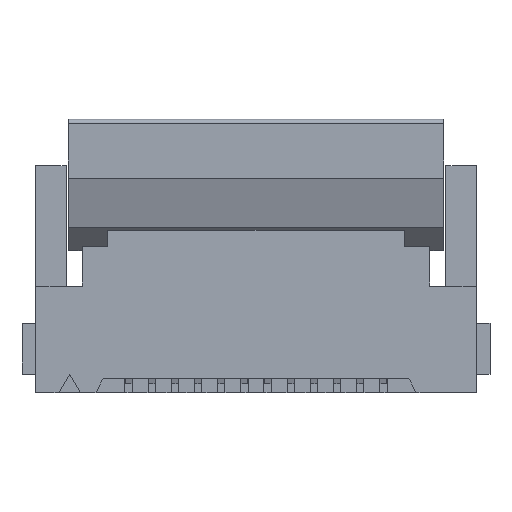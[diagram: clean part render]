
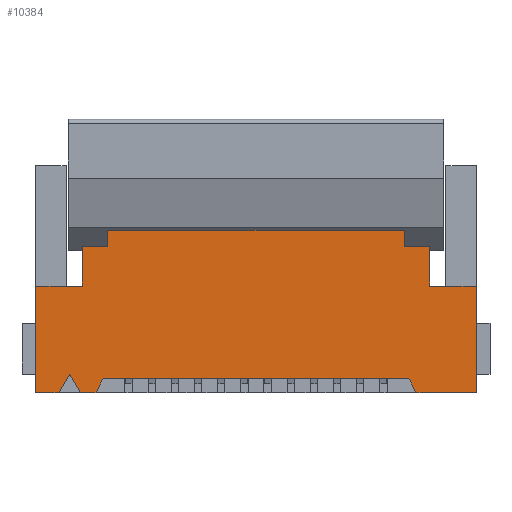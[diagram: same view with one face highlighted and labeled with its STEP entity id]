
A CAD part, top view. The second image highlights one B-rep face of the part: STEP entity #10384.
In plain terms, the highlighted planar face has unit normal (0, 0, 1).
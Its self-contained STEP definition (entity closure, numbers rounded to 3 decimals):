
#359=FACE_OUTER_BOUND('',#888,.T.);
#888=EDGE_LOOP('',(#8415,#8416,#8417,#8418,#8419,#8420,#8421,#8422,#8423,
#8424,#8425,#8426,#8427,#8428,#8429,#8430,#8431,#8432,#8433));
#1878=LINE('',#15224,#3371);
#1882=LINE('',#15232,#3375);
#1894=LINE('',#15256,#3387);
#1916=LINE('',#15299,#3409);
#1976=LINE('',#15418,#3469);
#1981=LINE('',#15432,#3474);
#1997=LINE('',#15483,#3490);
#2014=LINE('',#15516,#3507);
#2022=LINE('',#15530,#3515);
#2033=LINE('',#15555,#3526);
#2034=LINE('',#15557,#3527);
#2035=LINE('',#15559,#3528);
#2036=LINE('',#15561,#3529);
#2037=LINE('',#15563,#3530);
#2038=LINE('',#15565,#3531);
#2039=LINE('',#15566,#3532);
#2040=LINE('',#15568,#3533);
#2041=LINE('',#15570,#3534);
#2042=LINE('',#15571,#3535);
#3371=VECTOR('',#12297,1000.);
#3375=VECTOR('',#12301,1000.);
#3387=VECTOR('',#12313,1000.);
#3409=VECTOR('',#12373,1000.);
#3469=VECTOR('',#12551,1000.);
#3474=VECTOR('',#12574,1000.);
#3490=VECTOR('',#12654,1000.);
#3507=VECTOR('',#12677,1000.);
#3515=VECTOR('',#12687,1000.);
#3526=VECTOR('',#12704,1000.);
#3527=VECTOR('',#12705,1000.);
#3528=VECTOR('',#12706,1000.);
#3529=VECTOR('',#12707,1000.);
#3530=VECTOR('',#12708,1000.);
#3531=VECTOR('',#12709,1000.);
#3532=VECTOR('',#12710,1000.);
#3533=VECTOR('',#12711,1000.);
#3534=VECTOR('',#12712,1000.);
#3535=VECTOR('',#12713,1000.);
#4661=VERTEX_POINT('',#15221);
#4662=VERTEX_POINT('',#15223);
#4665=VERTEX_POINT('',#15229);
#4666=VERTEX_POINT('',#15231);
#4677=VERTEX_POINT('',#15253);
#4678=VERTEX_POINT('',#15255);
#4679=VERTEX_POINT('',#15296);
#4680=VERTEX_POINT('',#15298);
#4683=VERTEX_POINT('',#15482);
#4701=VERTEX_POINT('',#15528);
#4711=VERTEX_POINT('',#15553);
#4712=VERTEX_POINT('',#15554);
#4713=VERTEX_POINT('',#15556);
#4714=VERTEX_POINT('',#15558);
#4715=VERTEX_POINT('',#15560);
#4716=VERTEX_POINT('',#15562);
#4717=VERTEX_POINT('',#15564);
#4718=VERTEX_POINT('',#15567);
#4719=VERTEX_POINT('',#15569);
#5860=EDGE_CURVE('',#4661,#4662,#1878,.T.);
#5864=EDGE_CURVE('',#4665,#4666,#1882,.T.);
#5876=EDGE_CURVE('',#4677,#4678,#1894,.T.);
#5898=EDGE_CURVE('',#4679,#4680,#1916,.T.);
#5958=EDGE_CURVE('',#4678,#4679,#1976,.T.);
#5963=EDGE_CURVE('',#4680,#4661,#1981,.T.);
#5979=EDGE_CURVE('',#4662,#4683,#1997,.T.);
#5996=EDGE_CURVE('',#4683,#4665,#2014,.T.);
#6004=EDGE_CURVE('',#4701,#4677,#2022,.T.);
#6015=EDGE_CURVE('',#4711,#4712,#2033,.T.);
#6016=EDGE_CURVE('',#4713,#4711,#2034,.T.);
#6017=EDGE_CURVE('',#4713,#4714,#2035,.T.);
#6018=EDGE_CURVE('',#4714,#4715,#2036,.T.);
#6019=EDGE_CURVE('',#4715,#4716,#2037,.T.);
#6020=EDGE_CURVE('',#4716,#4717,#2038,.T.);
#6021=EDGE_CURVE('',#4717,#4666,#2039,.T.);
#6022=EDGE_CURVE('',#4718,#4701,#2040,.T.);
#6023=EDGE_CURVE('',#4719,#4718,#2041,.T.);
#6024=EDGE_CURVE('',#4712,#4719,#2042,.T.);
#8415=ORIENTED_EDGE('',*,*,#6015,.F.);
#8416=ORIENTED_EDGE('',*,*,#6016,.F.);
#8417=ORIENTED_EDGE('',*,*,#6017,.T.);
#8418=ORIENTED_EDGE('',*,*,#6018,.T.);
#8419=ORIENTED_EDGE('',*,*,#6019,.T.);
#8420=ORIENTED_EDGE('',*,*,#6020,.T.);
#8421=ORIENTED_EDGE('',*,*,#6021,.T.);
#8422=ORIENTED_EDGE('',*,*,#5864,.F.);
#8423=ORIENTED_EDGE('',*,*,#5996,.F.);
#8424=ORIENTED_EDGE('',*,*,#5979,.F.);
#8425=ORIENTED_EDGE('',*,*,#5860,.F.);
#8426=ORIENTED_EDGE('',*,*,#5963,.F.);
#8427=ORIENTED_EDGE('',*,*,#5898,.F.);
#8428=ORIENTED_EDGE('',*,*,#5958,.F.);
#8429=ORIENTED_EDGE('',*,*,#5876,.F.);
#8430=ORIENTED_EDGE('',*,*,#6004,.F.);
#8431=ORIENTED_EDGE('',*,*,#6022,.F.);
#8432=ORIENTED_EDGE('',*,*,#6023,.F.);
#8433=ORIENTED_EDGE('',*,*,#6024,.F.);
#9870=PLANE('',#10913);
#10384=ADVANCED_FACE('',(#359),#9870,.T.);
#10913=AXIS2_PLACEMENT_3D('',#15552,#12702,#12703);
#12297=DIRECTION('',(-1.,0.,0.));
#12301=DIRECTION('',(-1.,0.,0.));
#12313=DIRECTION('',(-1.,0.,0.));
#12373=DIRECTION('',(-1.,0.,0.));
#12551=DIRECTION('',(-0.454,0.891,0.));
#12574=DIRECTION('',(-0.454,-0.891,0.));
#12654=DIRECTION('',(-0.5,0.866,0.));
#12677=DIRECTION('',(-0.5,-0.866,0.));
#12687=DIRECTION('',(0.,-1.,0.));
#12702=DIRECTION('center_axis',(0.,0.,
1.));
#12703=DIRECTION('ref_axis',(1.,0.,0.));
#12704=DIRECTION('',(0.,-1.,0.));
#12705=DIRECTION('',(1.,0.,0.));
#12706=DIRECTION('',(0.,-1.,0.));
#12707=DIRECTION('',(-1.,0.,0.));
#12708=DIRECTION('',(0.,-1.,0.));
#12709=DIRECTION('',(-1.,0.,0.));
#12710=DIRECTION('',(0.,-1.,0.));
#12711=DIRECTION('',(1.,0.,0.));
#12712=DIRECTION('',(0.,-1.,0.));
#12713=DIRECTION('',(1.,0.,0.));
#15221=CARTESIAN_POINT('',(-3.453,0.03,1.97));
#15223=CARTESIAN_POINT('',(-3.789,0.03,1.97));
#15224=CARTESIAN_POINT('',(-4.75,0.03,1.97));
#15229=CARTESIAN_POINT('',(-4.251,0.03,1.97));
#15231=CARTESIAN_POINT('',(-4.75,0.03,1.97));
#15232=CARTESIAN_POINT('',(-4.75,0.03,1.97));
#15253=CARTESIAN_POINT('',(4.75,0.03,1.97));
#15255=CARTESIAN_POINT('',(3.453,0.03,1.97));
#15256=CARTESIAN_POINT('',(-4.75,0.03,1.97));
#15296=CARTESIAN_POINT('',(3.3,0.33,1.97));
#15298=CARTESIAN_POINT('',(-3.3,0.33,1.97));
#15299=CARTESIAN_POINT('',(3.3,0.33,1.97));
#15418=CARTESIAN_POINT('',(3.453,0.03,1.97));
#15432=CARTESIAN_POINT('',(-3.3,0.33,1.97));
#15482=CARTESIAN_POINT('',(-4.02,0.43,1.97));
#15483=CARTESIAN_POINT('',(-3.789,0.03,1.97));
#15516=CARTESIAN_POINT('',(-4.02,0.43,1.97));
#15528=CARTESIAN_POINT('',(4.75,2.33,1.97));
#15530=CARTESIAN_POINT('',(4.75,4.93,1.97));
#15552=CARTESIAN_POINT('Origin',(-4.75,4.93,1.97));
#15553=CARTESIAN_POINT('',(3.2,3.53,1.97));
#15554=CARTESIAN_POINT('',(3.2,3.18,1.97));
#15555=CARTESIAN_POINT('',(3.2,3.18,1.97));
#15556=CARTESIAN_POINT('',(-3.2,3.53,1.97));
#15557=CARTESIAN_POINT('',(3.2,3.53,1.97));
#15558=CARTESIAN_POINT('',(-3.2,3.18,1.97));
#15559=CARTESIAN_POINT('',(-3.2,3.18,1.97));
#15560=CARTESIAN_POINT('',(-3.75,3.18,1.97));
#15561=CARTESIAN_POINT('',(-3.75,3.18,1.97));
#15562=CARTESIAN_POINT('',(-3.75,2.33,1.97));
#15563=CARTESIAN_POINT('',(-3.75,2.33,1.97));
#15564=CARTESIAN_POINT('',(-4.75,2.33,1.97));
#15565=CARTESIAN_POINT('',(-4.75,2.33,1.97));
#15566=CARTESIAN_POINT('',(-4.75,4.93,1.97));
#15567=CARTESIAN_POINT('',(3.75,2.33,1.97));
#15568=CARTESIAN_POINT('',(4.75,2.33,1.97));
#15569=CARTESIAN_POINT('',(3.75,3.18,1.97));
#15570=CARTESIAN_POINT('',(3.75,2.33,1.97));
#15571=CARTESIAN_POINT('',(3.75,3.18,1.97));
